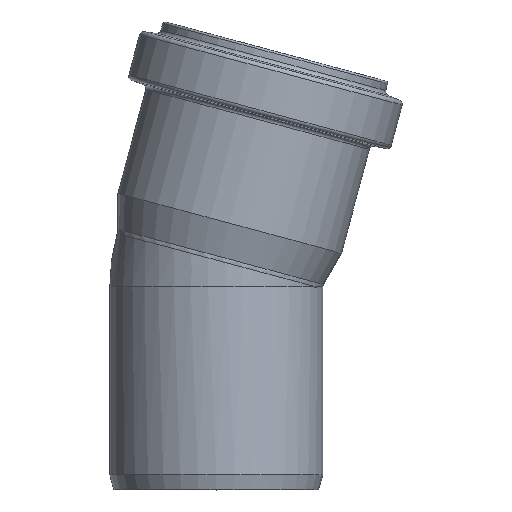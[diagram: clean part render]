
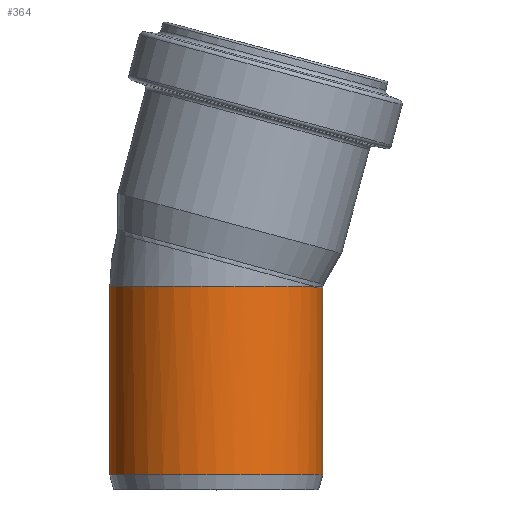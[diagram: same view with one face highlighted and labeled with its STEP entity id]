
A CAD part, top view. The second image highlights one B-rep face of the part: STEP entity #364.
In plain terms, the highlighted cylindrical face has radius 25.1 mm (diameter 50.2 mm), a full revolution.
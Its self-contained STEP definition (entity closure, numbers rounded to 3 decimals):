
#28=CYLINDRICAL_SURFACE('',#404,25.1);
#42=ELLIPSE('',#401,25.334,25.1);
#47=FACE_BOUND('',#116,.T.);
#80=FACE_OUTER_BOUND('',#115,.T.);
#115=EDGE_LOOP('',(#290));
#116=EDGE_LOOP('',(#291,#292));
#176=CIRCLE('',#398,25.1);
#178=CIRCLE('',#402,25.1);
#209=VERTEX_POINT('',#599);
#212=VERTEX_POINT('',#624);
#214=VERTEX_POINT('',#634);
#243=EDGE_CURVE('',#209,#209,#176,.T.);
#248=EDGE_CURVE('',#214,#212,#42,.T.);
#249=EDGE_CURVE('',#214,#212,#178,.T.);
#290=ORIENTED_EDGE('',*,*,#243,.T.);
#291=ORIENTED_EDGE('',*,*,#248,.F.);
#292=ORIENTED_EDGE('',*,*,#249,.T.);
#364=ADVANCED_FACE('',(#80,#47),#28,.T.);
#398=AXIS2_PLACEMENT_3D('',#600,#467,#468);
#401=AXIS2_PLACEMENT_3D('',#642,#473,#474);
#402=AXIS2_PLACEMENT_3D('',#670,#475,#476);
#404=AXIS2_PLACEMENT_3D('',#672,#479,#480);
#467=DIRECTION('center_axis',(0.,1.,0.));
#468=DIRECTION('ref_axis',(-1.,0.,0.));
#473=DIRECTION('center_axis',(0.136,0.991,0.));
#474=DIRECTION('ref_axis',(0.991,-0.136,0.));
#475=DIRECTION('center_axis',(0.,-1.,0.));
#476=DIRECTION('ref_axis',(-1.,0.,0.));
#479=DIRECTION('center_axis',(0.,-1.,0.));
#480=DIRECTION('ref_axis',(-1.,0.,0.));
#599=CARTESIAN_POINT('',(-25.1,3.5,0.));
#600=CARTESIAN_POINT('Origin',(0.,3.5,0.));
#624=CARTESIAN_POINT('',(22.215,47.959,-11.684));
#634=CARTESIAN_POINT('',(22.215,47.959,11.684));
#642=CARTESIAN_POINT('Origin',(0.,51.,0.));
#670=CARTESIAN_POINT('Origin',(0.,47.959,0.));
#672=CARTESIAN_POINT('Origin',(0.,47.959,0.));
